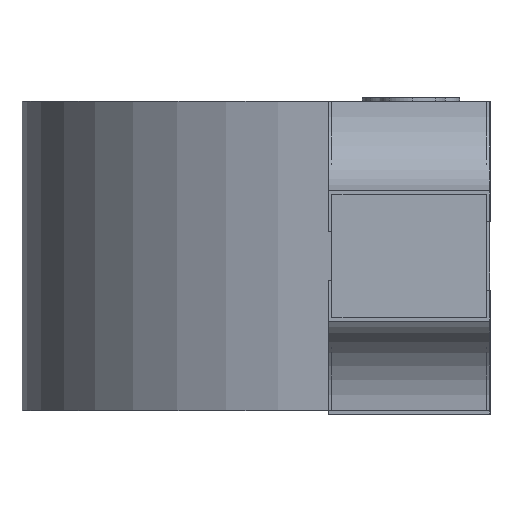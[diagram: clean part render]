
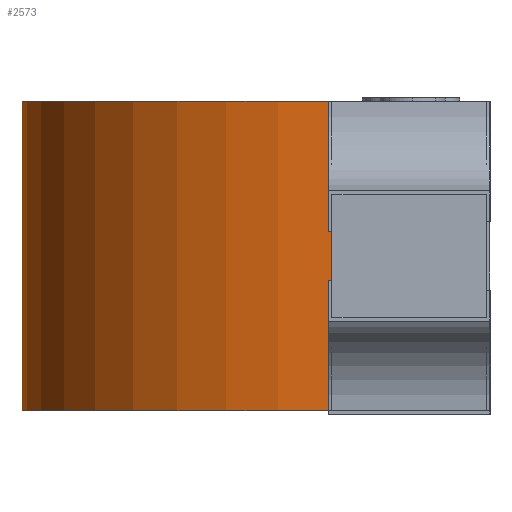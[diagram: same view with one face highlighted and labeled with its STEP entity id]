
A CAD part, left-side view. The second image highlights one B-rep face of the part: STEP entity #2573.
In plain terms, the highlighted cylindrical face has radius 1 mm (diameter 2 mm), a partial arc.
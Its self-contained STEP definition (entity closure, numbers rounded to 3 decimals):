
#25 = DIRECTION ( 'NONE',  ( 0., 0., -1. ) ) ;
#318 = DIRECTION ( 'NONE',  ( 0., 0., 1. ) ) ;
#658 = CYLINDRICAL_SURFACE ( 'NONE', #1329, 1. ) ;
#1329 = AXIS2_PLACEMENT_3D ( 'NONE', #3780, #25, #9723 ) ;
#1919 = LINE ( 'NONE', #4173, #13075 ) ;
#2224 = ORIENTED_EDGE ( 'NONE', *, *, #6715, .F. ) ;
#2573 = ADVANCED_FACE ( 'NONE', ( #6891 ), #658, .T. ) ;
#2901 = EDGE_LOOP ( 'NONE', ( #9523, #2224, #6314, #9507 ) ) ;
#3335 = DIRECTION ( 'NONE',  ( 1., 0., 0. ) ) ;
#3501 = VERTEX_POINT ( 'NONE', #4964 ) ;
#3780 = CARTESIAN_POINT ( 'NONE',  ( 0., 0., 0.5 ) ) ;
#4026 = VERTEX_POINT ( 'NONE', #15087 ) ;
#4173 = CARTESIAN_POINT ( 'NONE',  ( 1., 0., 0.5 ) ) ;
#4699 = AXIS2_PLACEMENT_3D ( 'NONE', #9260, #15284, #3335 ) ;
#4964 = CARTESIAN_POINT ( 'NONE',  ( 1., 0., 0.5 ) ) ;
#5336 = VECTOR ( 'NONE', #13676, 1000. ) ;
#6314 = ORIENTED_EDGE ( 'NONE', *, *, #15359, .F. ) ;
#6715 = EDGE_CURVE ( 'NONE', #13541, #4026, #13750, .T. ) ;
#6851 = VERTEX_POINT ( 'NONE', #9250 ) ;
#6891 = FACE_OUTER_BOUND ( 'NONE', #2901, .T. ) ;
#7151 = AXIS2_PLACEMENT_3D ( 'NONE', #12535, #318, #12453 ) ;
#7416 = EDGE_CURVE ( 'NONE', #3501, #6851, #1919, .T. ) ;
#7845 = CARTESIAN_POINT ( 'NONE',  ( -1., 0., 0.5 ) ) ;
#9250 = CARTESIAN_POINT ( 'NONE',  ( 1., 0., -0.5 ) ) ;
#9260 = CARTESIAN_POINT ( 'NONE',  ( 0., 0., 0.5 ) ) ;
#9504 = CIRCLE ( 'NONE', #4699, 1. ) ;
#9507 = ORIENTED_EDGE ( 'NONE', *, *, #7416, .T. ) ;
#9523 = ORIENTED_EDGE ( 'NONE', *, *, #13979, .T. ) ;
#9715 = CARTESIAN_POINT ( 'NONE',  ( -1., 0., 0.5 ) ) ;
#9723 = DIRECTION ( 'NONE',  ( -1., 0., 0. ) ) ;
#11625 = CIRCLE ( 'NONE', #7151, 1. ) ;
#12453 = DIRECTION ( 'NONE',  ( 1., 0., 0. ) ) ;
#12535 = CARTESIAN_POINT ( 'NONE',  ( 0., 0., -0.5 ) ) ;
#13075 = VECTOR ( 'NONE', #15031, 1000. ) ;
#13541 = VERTEX_POINT ( 'NONE', #9715 ) ;
#13676 = DIRECTION ( 'NONE',  ( 0., 0., -1. ) ) ;
#13750 = LINE ( 'NONE', #7845, #5336 ) ;
#13979 = EDGE_CURVE ( 'NONE', #6851, #4026, #11625, .T. ) ;
#15031 = DIRECTION ( 'NONE',  ( 0., 0., -1. ) ) ;
#15087 = CARTESIAN_POINT ( 'NONE',  ( -1., 0., -0.5 ) ) ;
#15284 = DIRECTION ( 'NONE',  ( 0., 0., 1. ) ) ;
#15359 = EDGE_CURVE ( 'NONE', #3501, #13541, #9504, .T. ) ;
